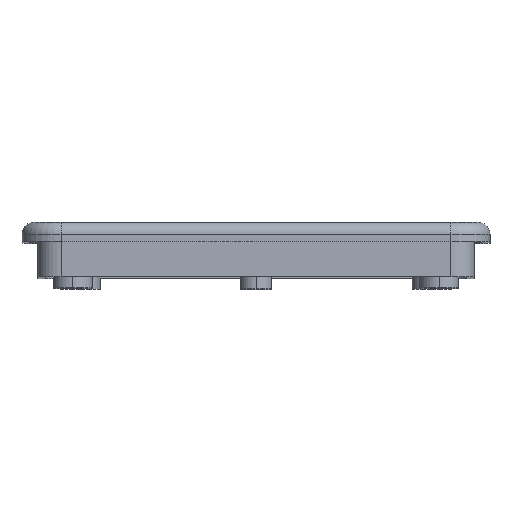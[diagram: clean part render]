
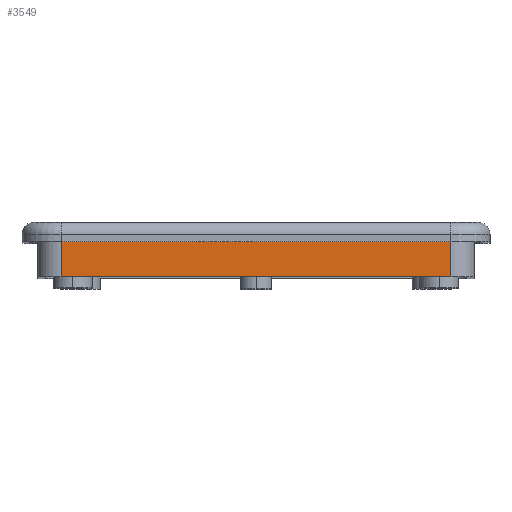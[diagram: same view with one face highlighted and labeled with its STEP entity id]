
A CAD part, top view. The second image highlights one B-rep face of the part: STEP entity #3549.
In plain terms, the highlighted planar face has unit normal (0, 0, 1).
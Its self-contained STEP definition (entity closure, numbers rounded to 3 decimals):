
#115 = ORIENTED_EDGE ( 'NONE', *, *, #6781, .F. ) ;
#220 = LINE ( 'NONE', #2623, #7286 ) ;
#230 = DIRECTION ( 'NONE',  ( 0., -1., 0. ) ) ;
#412 = CARTESIAN_POINT ( 'NONE',  ( -50., 11., -4. ) ) ;
#587 = EDGE_CURVE ( 'NONE', #7512, #1985, #220, .T. ) ;
#633 = PLANE ( 'NONE',  #4692 ) ;
#797 = DIRECTION ( 'NONE',  ( -1., 0., 0. ) ) ;
#860 = VECTOR ( 'NONE', #7644, 1000. ) ;
#926 = CARTESIAN_POINT ( 'NONE',  ( 50., 11., -4. ) ) ;
#1255 = DIRECTION ( 'NONE',  ( 0., 0., 1. ) ) ;
#1485 = CARTESIAN_POINT ( 'NONE',  ( 50., 0., -4. ) ) ;
#1577 = ORIENTED_EDGE ( 'NONE', *, *, #6534, .F. ) ;
#1985 = VERTEX_POINT ( 'NONE', #3175 ) ;
#2254 = VECTOR ( 'NONE', #797, 1000. ) ;
#2623 = CARTESIAN_POINT ( 'NONE',  ( -50., 9., -4. ) ) ;
#2656 = VERTEX_POINT ( 'NONE', #4850 ) ;
#2790 = CARTESIAN_POINT ( 'NONE',  ( 50., 11., -4. ) ) ;
#3004 = LINE ( 'NONE', #1485, #2254 ) ;
#3175 = CARTESIAN_POINT ( 'NONE',  ( -50., 0., -4. ) ) ;
#3298 = VECTOR ( 'NONE', #6757, 1000. ) ;
#3549 = ADVANCED_FACE ( 'NONE', ( #6652 ), #633, .T. ) ;
#3625 = CARTESIAN_POINT ( 'NONE',  ( 50., 9., -4. ) ) ;
#4024 = EDGE_CURVE ( 'NONE', #7708, #7512, #7351, .T. ) ;
#4373 = ORIENTED_EDGE ( 'NONE', *, *, #587, .T. ) ;
#4692 = AXIS2_PLACEMENT_3D ( 'NONE', #3625, #1255, #4915 ) ;
#4850 = CARTESIAN_POINT ( 'NONE',  ( 50., 0., -4. ) ) ;
#4915 = DIRECTION ( 'NONE',  ( 1., 0., 0. ) ) ;
#5123 = CARTESIAN_POINT ( 'NONE',  ( 50., 9., -4. ) ) ;
#5125 = LINE ( 'NONE', #5123, #3298 ) ;
#6534 = EDGE_CURVE ( 'NONE', #7708, #2656, #5125, .T. ) ;
#6652 = FACE_OUTER_BOUND ( 'NONE', #7550, .T. ) ;
#6757 = DIRECTION ( 'NONE',  ( 0., -1., 0. ) ) ;
#6771 = ORIENTED_EDGE ( 'NONE', *, *, #4024, .T. ) ;
#6781 = EDGE_CURVE ( 'NONE', #2656, #1985, #3004, .T. ) ;
#7286 = VECTOR ( 'NONE', #230, 1000. ) ;
#7351 = LINE ( 'NONE', #926, #860 ) ;
#7512 = VERTEX_POINT ( 'NONE', #412 ) ;
#7550 = EDGE_LOOP ( 'NONE', ( #115, #1577, #6771, #4373 ) ) ;
#7644 = DIRECTION ( 'NONE',  ( -1., 0., 0. ) ) ;
#7708 = VERTEX_POINT ( 'NONE', #2790 ) ;
